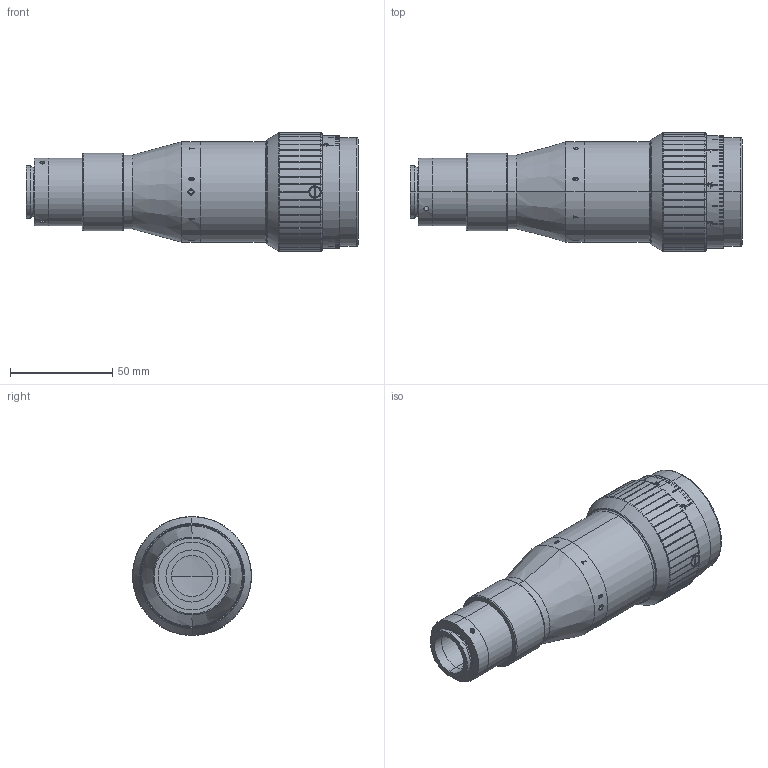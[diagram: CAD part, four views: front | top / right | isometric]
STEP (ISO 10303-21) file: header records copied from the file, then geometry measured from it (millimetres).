
FILE_DESCRIPTION (( 'STEP AP203' ), '1' );
FILE_NAME ('461501_02.STEP', '2018-07-04T12:11:56', ( '' ), ( '' ), 'SwSTEP 2.0', 'SolidWorks 2017', '' );
FILE_SCHEMA (( 'CONFIG_CONTROL_DESIGN' ));
Length unit declared in the file: millimetre
Products named in the file (1): 461501_02
Bounding box: 161.97 x 58 x 58 mm (x, y, z)
Surface area: 41004.8 mm2 (no closed solid volume)
Topology: 0 solids, 17 shells, 596 faces, 2235 edges, 1614 vertices
Faces by surface type: plane 282, cylinder 181, torus 66, bspline 49, cone 16, sphere 2
Entity records: 34684 total; most frequent: CARTESIAN_POINT 17131, ORIENTED_EDGE 3491, DIRECTION 3221, EDGE_CURVE 2235, VERTEX_POINT 1614, AXIS2_PLACEMENT_3D 1199, VECTOR 823, LINE 823
